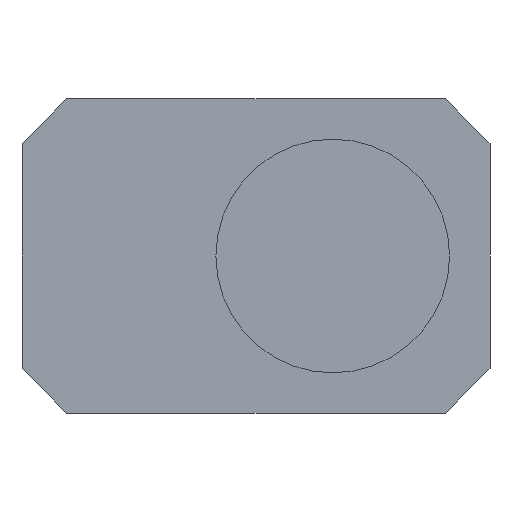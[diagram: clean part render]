
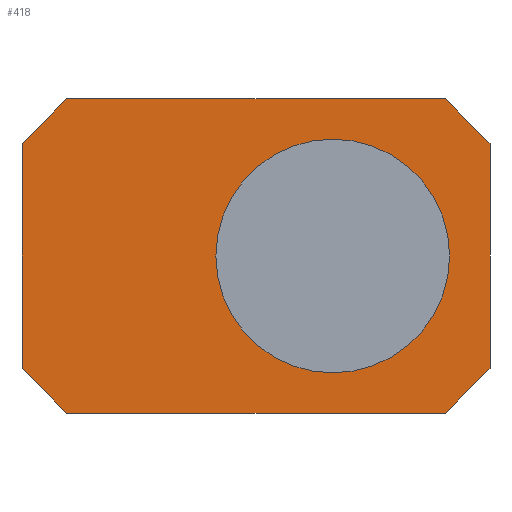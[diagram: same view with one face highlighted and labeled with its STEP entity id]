
A CAD part, front view. The second image highlights one B-rep face of the part: STEP entity #418.
In plain terms, the highlighted planar face has unit normal (0, -1, 0).
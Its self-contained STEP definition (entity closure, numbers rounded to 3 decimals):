
#72=CIRCLE('',#452,5.2);
#86=ORIENTED_EDGE('',*,*,#186,.F.);
#87=ORIENTED_EDGE('',*,*,#187,.F.);
#88=ORIENTED_EDGE('',*,*,#188,.T.);
#89=ORIENTED_EDGE('',*,*,#189,.F.);
#90=ORIENTED_EDGE('',*,*,#190,.T.);
#91=ORIENTED_EDGE('',*,*,#191,.F.);
#92=ORIENTED_EDGE('',*,*,#192,.T.);
#93=ORIENTED_EDGE('',*,*,#193,.F.);
#94=ORIENTED_EDGE('',*,*,#194,.T.);
#186=EDGE_CURVE('',#236,#236,#72,.T.);
#187=EDGE_CURVE('',#237,#238,#270,.T.);
#188=EDGE_CURVE('',#237,#239,#271,.F.);
#189=EDGE_CURVE('',#240,#239,#272,.T.);
#190=EDGE_CURVE('',#240,#241,#273,.F.);
#191=EDGE_CURVE('',#242,#241,#274,.T.);
#192=EDGE_CURVE('',#242,#243,#275,.F.);
#193=EDGE_CURVE('',#244,#243,#276,.T.);
#194=EDGE_CURVE('',#244,#238,#277,.F.);
#236=VERTEX_POINT('',#626);
#237=VERTEX_POINT('',#628);
#238=VERTEX_POINT('',#629);
#239=VERTEX_POINT('',#631);
#240=VERTEX_POINT('',#633);
#241=VERTEX_POINT('',#635);
#242=VERTEX_POINT('',#637);
#243=VERTEX_POINT('',#639);
#244=VERTEX_POINT('',#641);
#270=LINE('',#627,#318);
#271=LINE('',#630,#319);
#272=LINE('',#632,#320);
#273=LINE('',#634,#321);
#274=LINE('',#636,#322);
#275=LINE('',#638,#323);
#276=LINE('',#640,#324);
#277=LINE('',#642,#325);
#318=VECTOR('',#508,1000.);
#319=VECTOR('',#509,1000.);
#320=VECTOR('',#510,1000.);
#321=VECTOR('',#511,1000.);
#322=VECTOR('',#512,1000.);
#323=VECTOR('',#513,1000.);
#324=VECTOR('',#514,1000.);
#325=VECTOR('',#515,1000.);
#355=EDGE_LOOP('',(#86));
#356=EDGE_LOOP('',(#87,#88,#89,#90,#91,#92,#93,#94));
#377=FACE_BOUND('',#355,.T.);
#378=FACE_BOUND('',#356,.T.);
#399=PLANE('',#451);
#418=ADVANCED_FACE('',(#377,#378),#399,.F.);
#451=AXIS2_PLACEMENT_3D('',#624,#504,#505);
#452=AXIS2_PLACEMENT_3D('',#625,#506,#507);
#504=DIRECTION('',(0.,1.,0.));
#505=DIRECTION('',(0.,0.,1.));
#506=DIRECTION('',(0.,-1.,0.));
#507=DIRECTION('',(-1.,0.,0.));
#508=DIRECTION('',(0.,0.,1.));
#509=DIRECTION('',(-0.707,0.,0.707));
#510=DIRECTION('',(-1.,0.,0.));
#511=DIRECTION('',(-0.707,0.,-0.707));
#512=DIRECTION('',(0.,0.,-1.));
#513=DIRECTION('',(0.707,0.,-0.707));
#514=DIRECTION('',(1.,0.,0.));
#515=DIRECTION('',(0.707,0.,0.707));
#624=CARTESIAN_POINT('',(10.43,-55.99,-11.5));
#625=CARTESIAN_POINT('',(3.43,-55.99,-18.5));
#626=CARTESIAN_POINT('',(-1.77,-55.99,-18.5));
#627=CARTESIAN_POINT('',(-10.4,-55.99,-11.5));
#628=CARTESIAN_POINT('',(-10.4,-55.99,-23.5));
#629=CARTESIAN_POINT('',(-10.4,-55.99,-13.5));
#630=CARTESIAN_POINT('',(-8.4,-55.99,-25.5));
#631=CARTESIAN_POINT('',(-8.4,-55.99,-25.5));
#632=CARTESIAN_POINT('',(-10.4,-55.99,-25.5));
#633=CARTESIAN_POINT('',(8.43,-55.99,-25.5));
#634=CARTESIAN_POINT('',(10.43,-55.99,-23.5));
#635=CARTESIAN_POINT('',(10.43,-55.99,-23.5));
#636=CARTESIAN_POINT('',(10.43,-55.99,-25.5));
#637=CARTESIAN_POINT('',(10.43,-55.99,-13.5));
#638=CARTESIAN_POINT('',(8.43,-55.99,-11.5));
#639=CARTESIAN_POINT('',(8.43,-55.99,-11.5));
#640=CARTESIAN_POINT('',(10.43,-55.99,-11.5));
#641=CARTESIAN_POINT('',(-8.4,-55.99,-11.5));
#642=CARTESIAN_POINT('',(-10.4,-55.99,-13.5));
